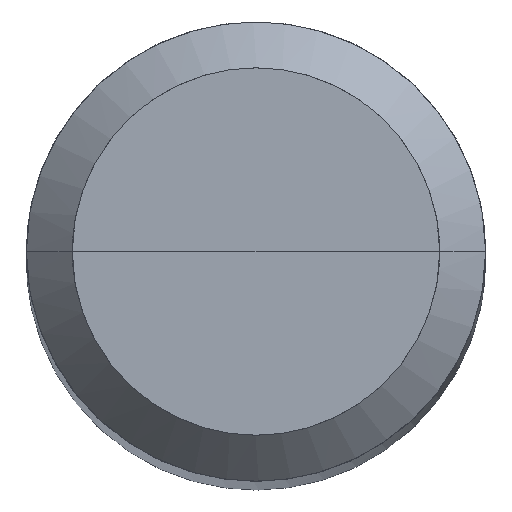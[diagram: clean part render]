
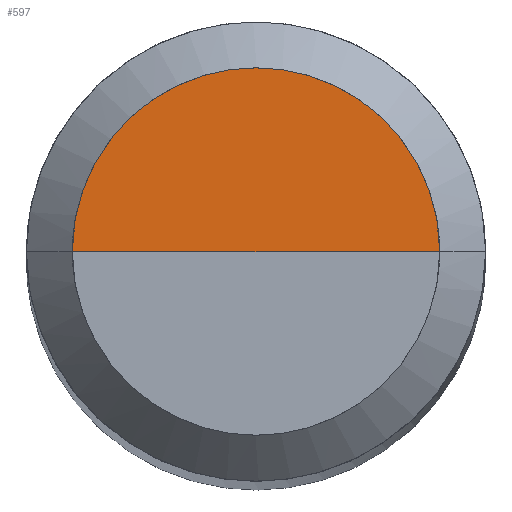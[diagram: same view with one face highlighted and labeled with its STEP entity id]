
A CAD part, top view. The second image highlights one B-rep face of the part: STEP entity #597.
In plain terms, the highlighted free-form (B-spline) face has degree [1, 2] with [2, 5] control points.
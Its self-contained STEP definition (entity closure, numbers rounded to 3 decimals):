
#269=CARTESIAN_POINT('',(1.2,0.0,33.0));
#270=CARTESIAN_POINT('',(1.2,1.2,33.0));
#271=CARTESIAN_POINT('',(0.0,1.2,33.0));
#272=CARTESIAN_POINT('',(-1.2,1.2,33.0));
#273=CARTESIAN_POINT('',(-1.2,0.0,33.0));
#274=CARTESIAN_POINT('',(0.0,0.0,33.0));
#582=(
BOUNDED_SURFACE()
B_SPLINE_SURFACE(1,2,(
(#269,#270,#271,#272,#273),
(#274,#274,#274,#274,#274)
), .UNSPECIFIED.,.F.,.F.,.F.)
B_SPLINE_SURFACE_WITH_KNOTS((2,2),(3,2,3),(
0.0,1.0),(
0.0,0.5,1.0), .UNSPECIFIED.)
GEOMETRIC_REPRESENTATION_ITEM()
RATIONAL_B_SPLINE_SURFACE(((1.0,0.707,1.0,0.707,1.0),
(1.0,0.707,1.0,0.707,1.0)
))
REPRESENTATION_ITEM('')
SURFACE()
);
#583=(
BOUNDED_CURVE()
B_SPLINE_CURVE(2,(#273,#272,#271,#270,#269),.UNSPECIFIED.,.F.,.F.)
B_SPLINE_CURVE_WITH_KNOTS((3,2,3),
(0.0,0.5,1.0),.UNSPECIFIED.)
CURVE()
GEOMETRIC_REPRESENTATION_ITEM()
RATIONAL_B_SPLINE_CURVE((1.0,0.707,1.0,0.707,1.0))
REPRESENTATION_ITEM('')
);
#584=(
BOUNDED_CURVE()
B_SPLINE_CURVE(1,(#269,#274),.UNSPECIFIED.,.F.,.F.)
B_SPLINE_CURVE_WITH_KNOTS((2,2),
(0.0,1.0),.UNSPECIFIED.)
CURVE()
GEOMETRIC_REPRESENTATION_ITEM()
RATIONAL_B_SPLINE_CURVE((1.0,1.0))
REPRESENTATION_ITEM('')
);
#585=(
BOUNDED_CURVE()
B_SPLINE_CURVE(1,(#274,#273),.UNSPECIFIED.,.F.,.F.)
B_SPLINE_CURVE_WITH_KNOTS((2,2),
(0.0,1.0),.UNSPECIFIED.)
CURVE()
GEOMETRIC_REPRESENTATION_ITEM()
RATIONAL_B_SPLINE_CURVE((1.0,1.0))
REPRESENTATION_ITEM('')
);
#586=VERTEX_POINT('',#269);
#587=VERTEX_POINT('',#273);
#588=VERTEX_POINT('',#274);
#589=EDGE_CURVE('',#587,#586,#583,.T.);
#590=EDGE_CURVE('',#586,#588,#584,.T.);
#591=EDGE_CURVE('',#588,#587,#585,.T.);
#592=ORIENTED_EDGE('',*,*,#589,.T.);
#593=ORIENTED_EDGE('',*,*,#590,.T.);
#594=ORIENTED_EDGE('',*,*,#591,.T.);
#595=EDGE_LOOP('',(#592,#593,#594));
#596=FACE_OUTER_BOUND('',#595,.T.);
#597=ADVANCED_FACE('',(#596),#582,.T.);
